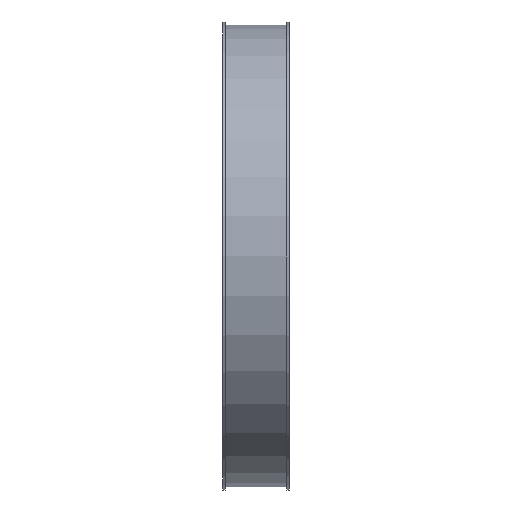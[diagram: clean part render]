
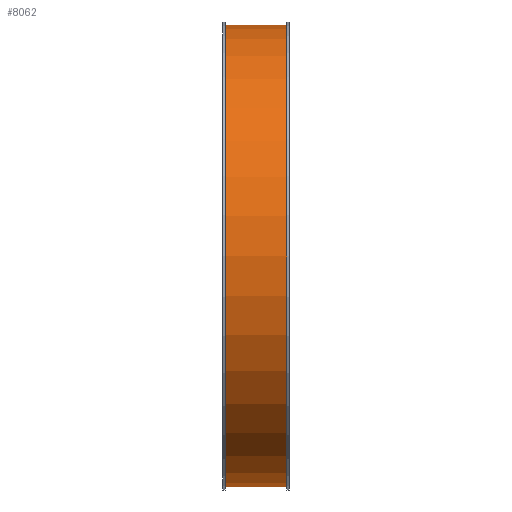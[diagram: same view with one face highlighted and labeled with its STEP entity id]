
A CAD part, left-side view. The second image highlights one B-rep face of the part: STEP entity #8062.
In plain terms, the highlighted cylindrical face has radius 96.52 mm (diameter 193.04 mm), a partial arc.
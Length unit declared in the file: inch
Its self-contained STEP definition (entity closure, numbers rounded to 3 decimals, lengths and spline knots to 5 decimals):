
#215 = ORIENTED_EDGE ( 'NONE', *, *, #3969, .F. ) ;
#797 = DIRECTION ( 'NONE',  ( 0., 0., -1. ) ) ;
#1217 = FACE_OUTER_BOUND ( 'NONE', #5350, .T. ) ;
#1444 = VERTEX_POINT ( 'NONE', #5642 ) ;
#2354 = AXIS2_PLACEMENT_3D ( 'NONE', #7901, #3534, #2433 ) ;
#2433 = DIRECTION ( 'NONE',  ( 0., 0., -1. ) ) ;
#2445 = DIRECTION ( 'NONE',  ( 0., 0., -1. ) ) ;
#2532 = VECTOR ( 'NONE', #7321, 39.37008 ) ;
#2705 = ORIENTED_EDGE ( 'NONE', *, *, #4128, .T. ) ;
#3173 = CARTESIAN_POINT ( 'NONE',  ( 0., 0.04, 3.8 ) ) ;
#3177 = VECTOR ( 'NONE', #5089, 39.37008 ) ;
#3261 = CARTESIAN_POINT ( 'NONE',  ( 0., 0., 0. ) ) ;
#3534 = DIRECTION ( 'NONE',  ( 0., -1., 0. ) ) ;
#3541 = AXIS2_PLACEMENT_3D ( 'NONE', #3261, #3560, #2445 ) ;
#3560 = DIRECTION ( 'NONE',  ( 0., -1., 0. ) ) ;
#3588 = DIRECTION ( 'NONE',  ( 0., -1., 0. ) ) ;
#3969 = EDGE_CURVE ( 'NONE', #1444, #7607, #5790, .T. ) ;
#3985 = CARTESIAN_POINT ( 'NONE',  ( 0., 0., -3.8 ) ) ;
#4128 = EDGE_CURVE ( 'NONE', #8596, #6602, #7937, .T. ) ;
#4870 = CIRCLE ( 'NONE', #5410, 3.8 ) ;
#5047 = EDGE_CURVE ( 'NONE', #7607, #6602, #8290, .T. ) ;
#5089 = DIRECTION ( 'NONE',  ( 0., -1., 0. ) ) ;
#5185 = ORIENTED_EDGE ( 'NONE', *, *, #5047, .F. ) ;
#5350 = EDGE_LOOP ( 'NONE', ( #215, #6915, #2705, #5185 ) ) ;
#5410 = AXIS2_PLACEMENT_3D ( 'NONE', #7769, #3588, #797 ) ;
#5622 = CARTESIAN_POINT ( 'NONE',  ( 0., 1.06, -3.8 ) ) ;
#5642 = CARTESIAN_POINT ( 'NONE',  ( 0., 1.06, 3.8 ) ) ;
#5790 = LINE ( 'NONE', #7456, #3177 ) ;
#6141 = CYLINDRICAL_SURFACE ( 'NONE', #3541, 3.8 ) ;
#6602 = VERTEX_POINT ( 'NONE', #8241 ) ;
#6915 = ORIENTED_EDGE ( 'NONE', *, *, #7458, .T. ) ;
#7321 = DIRECTION ( 'NONE',  ( 0., -1., 0. ) ) ;
#7456 = CARTESIAN_POINT ( 'NONE',  ( 0., 0., 3.8 ) ) ;
#7458 = EDGE_CURVE ( 'NONE', #1444, #8596, #4870, .T. ) ;
#7607 = VERTEX_POINT ( 'NONE', #3173 ) ;
#7769 = CARTESIAN_POINT ( 'NONE',  ( 0., 1.06, 0. ) ) ;
#7901 = CARTESIAN_POINT ( 'NONE',  ( 0., 0.04, 0. ) ) ;
#7937 = LINE ( 'NONE', #3985, #2532 ) ;
#8062 = ADVANCED_FACE ( 'NONE', ( #1217 ), #6141, .T. ) ;
#8241 = CARTESIAN_POINT ( 'NONE',  ( 0., 0.04, -3.8 ) ) ;
#8290 = CIRCLE ( 'NONE', #2354, 3.8 ) ;
#8596 = VERTEX_POINT ( 'NONE', #5622 ) ;
